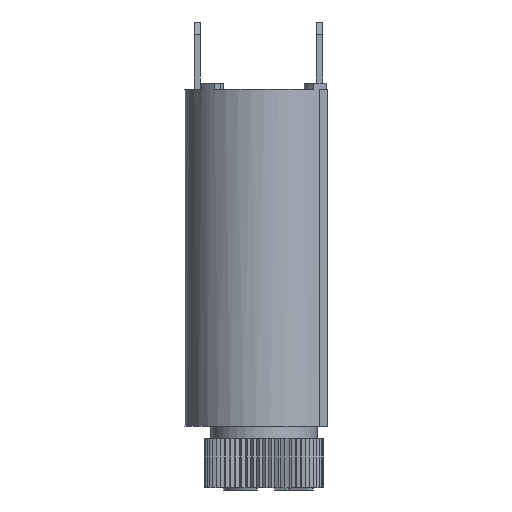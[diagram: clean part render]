
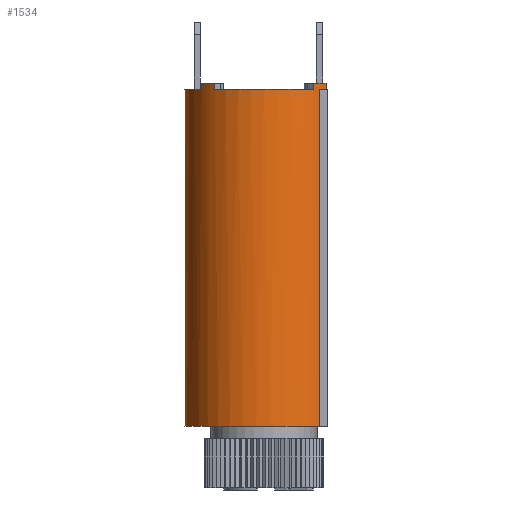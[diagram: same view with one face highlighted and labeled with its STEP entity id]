
A CAD part, left-side view. The second image highlights one B-rep face of the part: STEP entity #1534.
In plain terms, the highlighted cylindrical face has radius 6.5 mm (diameter 13 mm), a partial arc.
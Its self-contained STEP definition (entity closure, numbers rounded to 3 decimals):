
#1276 = EDGE_CURVE( '', #4121, #4122, #4123, .T. );
#1365 = EDGE_CURVE( '', #4280, #4281, #4282, .T. );
#1383 = EDGE_CURVE( '', #4315, #4316, #4317, .T. );
#1478 = EDGE_CURVE( '', #4474, #4122, #4475, .T. );
#1534 = ADVANCED_FACE( '', ( #4565 ), #4566, .T. );
#1686 = EDGE_CURVE( '', #4304, #4818, #4819, .T. );
#1778 = EDGE_CURVE( '', #4316, #4962, #4963, .T. );
#1809 = EDGE_CURVE( '', #5015, #5016, #5017, .T. );
#1980 = EDGE_CURVE( '', #4962, #4304, #5272, .T. );
#2259 = EDGE_CURVE( '', #4280, #5659, #5660, .T. );
#2419 = EDGE_CURVE( '', #5594, #4281, #5872, .T. );
#2623 = EDGE_CURVE( '', #4315, #5673, #6141, .T. );
#3020 = EDGE_CURVE( '', #5016, #4818, #6644, .T. );
#3108 = EDGE_CURVE( '', #6750, #4883, #6751, .T. );
#3278 = EDGE_CURVE( '', #4474, #6750, #6949, .T. );
#3397 = EDGE_CURVE( '', #7089, #5594, #7090, .T. );
#3513 = EDGE_CURVE( '', #7089, #5673, #7229, .T. );
#3576 = EDGE_CURVE( '', #5659, #4121, #7299, .T. );
#3628 = EDGE_CURVE( '', #4256, #5015, #7369, .T. );
#3647 = EDGE_CURVE( '', #4883, #4470, #7391, .T. );
#3795 = EDGE_CURVE( '', #4256, #4470, #7556, .T. );
#4121 = VERTEX_POINT( '', #7912 );
#4122 = VERTEX_POINT( '', #7913 );
#4123 = CIRCLE( '', #7914, 6.5 );
#4256 = VERTEX_POINT( '', #8105 );
#4280 = VERTEX_POINT( '', #8141 );
#4281 = VERTEX_POINT( '', #8142 );
#4282 = LINE( '', #8143, #8144 );
#4304 = VERTEX_POINT( '', #8177 );
#4315 = VERTEX_POINT( '', #8194 );
#4316 = VERTEX_POINT( '', #8195 );
#4317 = CIRCLE( '', #8196, 6.5 );
#4470 = VERTEX_POINT( '', #8418 );
#4474 = VERTEX_POINT( '', #8424 );
#4475 = LINE( '', #8425, #8426 );
#4565 = FACE_OUTER_BOUND( '', #8559, .T. );
#4566 = CYLINDRICAL_SURFACE( '', #8560, 6.5 );
#4818 = VERTEX_POINT( '', #8934 );
#4819 = LINE( '', #8935, #8936 );
#4883 = VERTEX_POINT( '', #9028 );
#4962 = VERTEX_POINT( '', #9142 );
#4963 = LINE( '', #9143, #9144 );
#5015 = VERTEX_POINT( '', #9224 );
#5016 = VERTEX_POINT( '', #9225 );
#5017 = LINE( '', #9226, #9227 );
#5272 = CIRCLE( '', #9622, 6.5 );
#5594 = VERTEX_POINT( '', #10118 );
#5659 = VERTEX_POINT( '', #10219 );
#5660 = CIRCLE( '', #10220, 6.5 );
#5673 = VERTEX_POINT( '', #10241 );
#5872 = CIRCLE( '', #10560, 6.5 );
#6141 = LINE( '', #10984, #10985 );
#6644 = CIRCLE( '', #11787, 6.5 );
#6750 = VERTEX_POINT( '', #11962 );
#6751 = LINE( '', #11963, #11964 );
#6949 = CIRCLE( '', #12282, 6.5 );
#7089 = VERTEX_POINT( '', #12506 );
#7090 = LINE( '', #12507, #12508 );
#7229 = CIRCLE( '', #12730, 6.5 );
#7299 = LINE( '', #12852, #12853 );
#7369 = CIRCLE( '', #12950, 6.5 );
#7391 = CIRCLE( '', #12984, 6.5 );
#7556 = LINE( '', #13262, #13263 );
#7912 = CARTESIAN_POINT( '', ( 5.096, 4.035, 16.234 ) );
#7913 = CARTESIAN_POINT( '', ( 4.035, 5.096, 16.234 ) );
#7914 = AXIS2_PLACEMENT_3D( '', #13843, #13844, #13845 );
#8105 = CARTESIAN_POINT( '', ( -5.096, 4.035, 15.734 ) );
#8141 = CARTESIAN_POINT( '', ( 5.096, -4.035, 15.734 ) );
#8142 = CARTESIAN_POINT( '', ( 5.096, -4.035, 16.234 ) );
#8143 = CARTESIAN_POINT( '', ( 5.096, -4.035, 15.734 ) );
#8144 = VECTOR( '', #13948, 1000. );
#8177 = CARTESIAN_POINT( '', ( -4.035, -5.096, 15.734 ) );
#8194 = CARTESIAN_POINT( '', ( 4.65, -4.542, -11.866 ) );
#8195 = CARTESIAN_POINT( '', ( -4.65, -4.542, -11.866 ) );
#8196 = AXIS2_PLACEMENT_3D( '', #13957, #13958, #13959 );
#8418 = CARTESIAN_POINT( '', ( -5.096, 4.035, 16.234 ) );
#8424 = CARTESIAN_POINT( '', ( 4.035, 5.096, 15.734 ) );
#8425 = CARTESIAN_POINT( '', ( 4.035, 5.096, 15.734 ) );
#8426 = VECTOR( '', #14082, 1000. );
#8559 = EDGE_LOOP( '', ( #14145, #14146, #14147, #14148, #14149, #14150, #14151, #14152, #14153, #14154, #14155, #14156, #14157, #14158, #14159, #14160, #14161, #14162, #14163, #14164 ) );
#8560 = AXIS2_PLACEMENT_3D( '', #14165, #14166, #14167 );
#8934 = CARTESIAN_POINT( '', ( -4.035, -5.096, 16.234 ) );
#8935 = CARTESIAN_POINT( '', ( -4.035, -5.096, 15.734 ) );
#8936 = VECTOR( '', #14453, 1000. );
#9028 = CARTESIAN_POINT( '', ( -4.035, 5.096, 16.234 ) );
#9142 = CARTESIAN_POINT( '', ( -4.65, -4.542, 15.734 ) );
#9143 = CARTESIAN_POINT( '', ( -4.65, -4.542, -11.866 ) );
#9144 = VECTOR( '', #14590, 1000. );
#9224 = CARTESIAN_POINT( '', ( -5.096, -4.035, 15.734 ) );
#9225 = CARTESIAN_POINT( '', ( -5.096, -4.035, 16.234 ) );
#9226 = CARTESIAN_POINT( '', ( -5.096, -4.035, 15.734 ) );
#9227 = VECTOR( '', #14612, 1000. );
#9622 = AXIS2_PLACEMENT_3D( '', #14806, #14807, #14808 );
#10118 = CARTESIAN_POINT( '', ( 4.035, -5.096, 16.234 ) );
#10219 = CARTESIAN_POINT( '', ( 5.096, 4.035, 15.734 ) );
#10220 = AXIS2_PLACEMENT_3D( '', #15223, #15224, #15225 );
#10241 = CARTESIAN_POINT( '', ( 4.65, -4.542, 15.734 ) );
#10560 = AXIS2_PLACEMENT_3D( '', #15411, #15412, #15413 );
#10984 = CARTESIAN_POINT( '', ( 4.65, -4.542, -11.866 ) );
#10985 = VECTOR( '', #15671, 1000. );
#11787 = AXIS2_PLACEMENT_3D( '', #16174, #16175, #16176 );
#11962 = CARTESIAN_POINT( '', ( -4.035, 5.096, 15.734 ) );
#11963 = CARTESIAN_POINT( '', ( -4.035, 5.096, 15.734 ) );
#11964 = VECTOR( '', #16271, 1000. );
#12282 = AXIS2_PLACEMENT_3D( '', #16520, #16521, #16522 );
#12506 = CARTESIAN_POINT( '', ( 4.035, -5.096, 15.734 ) );
#12507 = CARTESIAN_POINT( '', ( 4.035, -5.096, 15.734 ) );
#12508 = VECTOR( '', #16757, 1000. );
#12730 = AXIS2_PLACEMENT_3D( '', #16925, #16926, #16927 );
#12852 = CARTESIAN_POINT( '', ( 5.096, 4.035, 15.734 ) );
#12853 = VECTOR( '', #16991, 1000. );
#12950 = AXIS2_PLACEMENT_3D( '', #17345, #17346, #17347 );
#12984 = AXIS2_PLACEMENT_3D( '', #17376, #17377, #17378 );
#13262 = CARTESIAN_POINT( '', ( -5.096, 4.035, 15.734 ) );
#13263 = VECTOR( '', #17562, 1000. );
#13843 = CARTESIAN_POINT( '', ( 0., 0., 16.234 ) );
#13844 = DIRECTION( '', ( 0., 0., 1. ) );
#13845 = DIRECTION( '', ( 0.784, 0.621, 0. ) );
#13948 = DIRECTION( '', ( 0., 0., 1. ) );
#13957 = CARTESIAN_POINT( '', ( 0., 0., -11.866 ) );
#13958 = DIRECTION( '', ( 0., 0., 1. ) );
#13959 = DIRECTION( '', ( 0.715, -0.699, 0. ) );
#14082 = DIRECTION( '', ( 0., 0., 1. ) );
#14145 = ORIENTED_EDGE( '', *, *, #3397, .F. );
#14146 = ORIENTED_EDGE( '', *, *, #3513, .T. );
#14147 = ORIENTED_EDGE( '', *, *, #2623, .F. );
#14148 = ORIENTED_EDGE( '', *, *, #1383, .T. );
#14149 = ORIENTED_EDGE( '', *, *, #1778, .T. );
#14150 = ORIENTED_EDGE( '', *, *, #1980, .T. );
#14151 = ORIENTED_EDGE( '', *, *, #1686, .T. );
#14152 = ORIENTED_EDGE( '', *, *, #3020, .F. );
#14153 = ORIENTED_EDGE( '', *, *, #1809, .F. );
#14154 = ORIENTED_EDGE( '', *, *, #3628, .F. );
#14155 = ORIENTED_EDGE( '', *, *, #3795, .T. );
#14156 = ORIENTED_EDGE( '', *, *, #3647, .F. );
#14157 = ORIENTED_EDGE( '', *, *, #3108, .F. );
#14158 = ORIENTED_EDGE( '', *, *, #3278, .F. );
#14159 = ORIENTED_EDGE( '', *, *, #1478, .T. );
#14160 = ORIENTED_EDGE( '', *, *, #1276, .F. );
#14161 = ORIENTED_EDGE( '', *, *, #3576, .F. );
#14162 = ORIENTED_EDGE( '', *, *, #2259, .F. );
#14163 = ORIENTED_EDGE( '', *, *, #1365, .T. );
#14164 = ORIENTED_EDGE( '', *, *, #2419, .F. );
#14165 = CARTESIAN_POINT( '', ( 0., 0., -12.366 ) );
#14166 = DIRECTION( '', ( 0., 0., -1. ) );
#14167 = DIRECTION( '', ( 1., 0., 0. ) );
#14453 = DIRECTION( '', ( 0., 0., 1. ) );
#14590 = DIRECTION( '', ( 0., 0., 1. ) );
#14612 = DIRECTION( '', ( 0., 0., 1. ) );
#14806 = CARTESIAN_POINT( '', ( 0., 0., 15.734 ) );
#14807 = DIRECTION( '', ( 0., 0., 1. ) );
#14808 = DIRECTION( '', ( -0.715, -0.699, 0. ) );
#15223 = CARTESIAN_POINT( '', ( 0., 0., 15.734 ) );
#15224 = DIRECTION( '', ( 0., 0., 1. ) );
#15225 = DIRECTION( '', ( 0.784, -0.621, 0. ) );
#15411 = CARTESIAN_POINT( '', ( 0., 0., 16.234 ) );
#15412 = DIRECTION( '', ( 0., 0., 1. ) );
#15413 = DIRECTION( '', ( 0.621, -0.784, 0. ) );
#15671 = DIRECTION( '', ( 0., 0., 1. ) );
#16174 = CARTESIAN_POINT( '', ( 0., 0., 16.234 ) );
#16175 = DIRECTION( '', ( 0., 0., 1. ) );
#16176 = DIRECTION( '', ( -0.784, -0.621, 0. ) );
#16271 = DIRECTION( '', ( 0., 0., 1. ) );
#16520 = CARTESIAN_POINT( '', ( 0., 0., 15.734 ) );
#16521 = DIRECTION( '', ( 0., 0., 1. ) );
#16522 = DIRECTION( '', ( 0.621, 0.784, 0. ) );
#16757 = DIRECTION( '', ( 0., 0., 1. ) );
#16925 = CARTESIAN_POINT( '', ( 0., 0., 15.734 ) );
#16926 = DIRECTION( '', ( 0., 0., 1. ) );
#16927 = DIRECTION( '', ( 0.621, -0.784, 0. ) );
#16991 = DIRECTION( '', ( 0., 0., 1. ) );
#17345 = CARTESIAN_POINT( '', ( 0., 0., 15.734 ) );
#17346 = DIRECTION( '', ( 0., 0., 1. ) );
#17347 = DIRECTION( '', ( -0.784, 0.621, 0. ) );
#17376 = CARTESIAN_POINT( '', ( 0., 0., 16.234 ) );
#17377 = DIRECTION( '', ( 0., 0., 1. ) );
#17378 = DIRECTION( '', ( -0.621, 0.784, 0. ) );
#17562 = DIRECTION( '', ( 0., 0., 1. ) );
